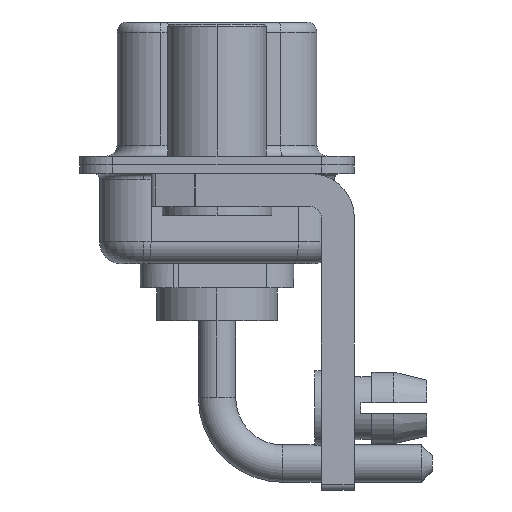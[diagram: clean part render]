
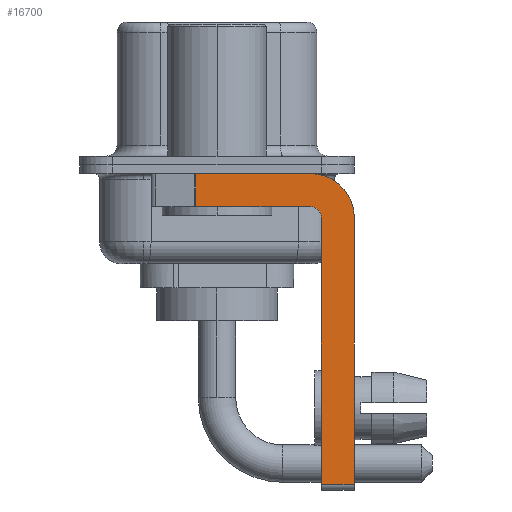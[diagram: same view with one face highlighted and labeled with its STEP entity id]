
A CAD part, left-side view. The second image highlights one B-rep face of the part: STEP entity #16700.
In plain terms, the highlighted planar face has unit normal (-1, 0, 0).
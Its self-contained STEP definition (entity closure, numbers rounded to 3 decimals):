
#315 = ORIENTED_EDGE ( 'NONE', *, *, #6245, .F. ) ;
#541 = EDGE_CURVE ( 'NONE', #5738, #3472, #1575, .T. ) ;
#747 = VECTOR ( 'NONE', #4420, 1000. ) ;
#809 = DIRECTION ( 'NONE',  ( 0., 0., 1. ) ) ;
#893 = CARTESIAN_POINT ( 'NONE',  ( -2.9, -4.25, -2.4 ) ) ;
#1028 = CARTESIAN_POINT ( 'NONE',  ( -2.9, -4.25, -2.4 ) ) ;
#1075 = CARTESIAN_POINT ( 'NONE',  ( -2.9, -6.25, -14.55 ) ) ;
#1147 = EDGE_LOOP ( 'NONE', ( #13497, #10690, #12869, #13385, #15616, #5729, #315, #16348 ) ) ;
#1292 = PLANE ( 'NONE',  #4812 ) ;
#1575 = LINE ( 'NONE', #8101, #13226 ) ;
#1688 = VERTEX_POINT ( 'NONE', #1075 ) ;
#2063 = EDGE_CURVE ( 'NONE', #5971, #9049, #16863, .T. ) ;
#2499 = EDGE_CURVE ( 'NONE', #13597, #4810, #5949, .T. ) ;
#2504 = VECTOR ( 'NONE', #14445, 1000. ) ;
#2926 = CARTESIAN_POINT ( 'NONE',  ( -2.9, 0.978, -1.9 ) ) ;
#3232 = DIRECTION ( 'NONE',  ( 0., 0., 1. ) ) ;
#3472 = VERTEX_POINT ( 'NONE', #2926 ) ;
#3911 = DIRECTION ( 'NONE',  ( 1., 0., 0. ) ) ;
#3973 = EDGE_CURVE ( 'NONE', #13597, #1688, #11310, .T. ) ;
#4022 = CIRCLE ( 'NONE', #14739, 0.5 ) ;
#4420 = DIRECTION ( 'NONE',  ( 0., -1., 0. ) ) ;
#4434 = VECTOR ( 'NONE', #3232, 1000. ) ;
#4810 = VERTEX_POINT ( 'NONE', #7360 ) ;
#4812 = AXIS2_PLACEMENT_3D ( 'NONE', #1028, #3911, #6834 ) ;
#4823 = CARTESIAN_POINT ( 'NONE',  ( -2.9, -6.25, -2.4 ) ) ;
#5426 = CIRCLE ( 'NONE', #15282, 2. ) ;
#5729 = ORIENTED_EDGE ( 'NONE', *, *, #3973, .T. ) ;
#5738 = VERTEX_POINT ( 'NONE', #7049 ) ;
#5949 = LINE ( 'NONE', #17129, #4434 ) ;
#5971 = VERTEX_POINT ( 'NONE', #7011 ) ;
#6081 = CARTESIAN_POINT ( 'NONE',  ( -2.9, -4.25, -0.4 ) ) ;
#6245 = EDGE_CURVE ( 'NONE', #10029, #1688, #7892, .T. ) ;
#6436 = EDGE_CURVE ( 'NONE', #5971, #3472, #11064, .T. ) ;
#6834 = DIRECTION ( 'NONE',  ( 0., 0., -1. ) ) ;
#7011 = CARTESIAN_POINT ( 'NONE',  ( -2.9, 0.978, -0.4 ) ) ;
#7049 = CARTESIAN_POINT ( 'NONE',  ( -2.9, -4.25, -1.9 ) ) ;
#7333 = EDGE_CURVE ( 'NONE', #9049, #10029, #5426, .T. ) ;
#7360 = CARTESIAN_POINT ( 'NONE',  ( -2.9, -4.75, -2.4 ) ) ;
#7410 = CARTESIAN_POINT ( 'NONE',  ( -2.9, 3., -0.4 ) ) ;
#7706 = DIRECTION ( 'NONE',  ( 1., 0., 0. ) ) ;
#7892 = LINE ( 'NONE', #4823, #2504 ) ;
#7983 = DIRECTION ( 'NONE',  ( 0., 0., -1. ) ) ;
#8086 = CARTESIAN_POINT ( 'NONE',  ( -2.9, -4.75, -14.55 ) ) ;
#8101 = CARTESIAN_POINT ( 'NONE',  ( -2.9, -4.25, -1.9 ) ) ;
#9049 = VERTEX_POINT ( 'NONE', #6081 ) ;
#9101 = EDGE_CURVE ( 'NONE', #4810, #5738, #4022, .T. ) ;
#9110 = CARTESIAN_POINT ( 'NONE',  ( -2.9, -6.25, -2.4 ) ) ;
#10029 = VERTEX_POINT ( 'NONE', #9110 ) ;
#10508 = DIRECTION ( 'NONE',  ( -1., 0., 0. ) ) ;
#10611 = VECTOR ( 'NONE', #7983, 1000. ) ;
#10690 = ORIENTED_EDGE ( 'NONE', *, *, #6436, .T. ) ;
#11064 = LINE ( 'NONE', #16526, #10611 ) ;
#11310 = LINE ( 'NONE', #16850, #17445 ) ;
#12869 = ORIENTED_EDGE ( 'NONE', *, *, #541, .F. ) ;
#13226 = VECTOR ( 'NONE', #15269, 1000. ) ;
#13385 = ORIENTED_EDGE ( 'NONE', *, *, #9101, .F. ) ;
#13497 = ORIENTED_EDGE ( 'NONE', *, *, #2063, .F. ) ;
#13538 = FACE_OUTER_BOUND ( 'NONE', #1147, .T. ) ;
#13597 = VERTEX_POINT ( 'NONE', #8086 ) ;
#14445 = DIRECTION ( 'NONE',  ( 0., 0., -1. ) ) ;
#14739 = AXIS2_PLACEMENT_3D ( 'NONE', #893, #10508, #809 ) ;
#14874 = DIRECTION ( 'NONE',  ( 0., 0., -1. ) ) ;
#15269 = DIRECTION ( 'NONE',  ( 0., 1., 0. ) ) ;
#15282 = AXIS2_PLACEMENT_3D ( 'NONE', #16240, #7706, #14874 ) ;
#15616 = ORIENTED_EDGE ( 'NONE', *, *, #2499, .F. ) ;
#16240 = CARTESIAN_POINT ( 'NONE',  ( -2.9, -4.25, -2.4 ) ) ;
#16348 = ORIENTED_EDGE ( 'NONE', *, *, #7333, .F. ) ;
#16526 = CARTESIAN_POINT ( 'NONE',  ( -2.9, 0.978, -1.9 ) ) ;
#16700 = ADVANCED_FACE ( 'NONE', ( #13538 ), #1292, .F. ) ;
#16850 = CARTESIAN_POINT ( 'NONE',  ( -2.9, -4.25, -14.55 ) ) ;
#16863 = LINE ( 'NONE', #7410, #747 ) ;
#17044 = DIRECTION ( 'NONE',  ( 0., -1., 0. ) ) ;
#17129 = CARTESIAN_POINT ( 'NONE',  ( -2.9, -4.75, -14.8 ) ) ;
#17445 = VECTOR ( 'NONE', #17044, 1000. ) ;
